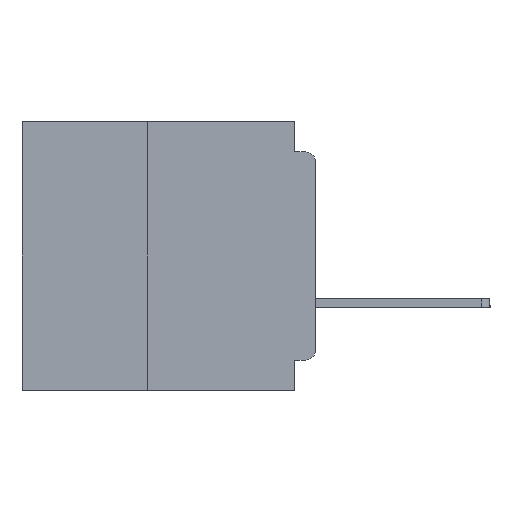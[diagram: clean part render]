
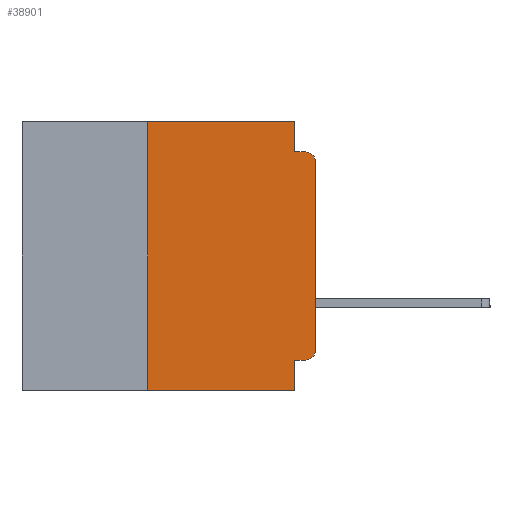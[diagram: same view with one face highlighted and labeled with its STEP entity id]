
A CAD part, left-side view. The second image highlights one B-rep face of the part: STEP entity #38901.
In plain terms, the highlighted planar face has unit normal (-1, 0, 0).
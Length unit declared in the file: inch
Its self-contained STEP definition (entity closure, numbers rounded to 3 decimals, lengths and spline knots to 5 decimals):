
#898 = ORIENTED_EDGE ( 'NONE', *, *, #5060, .T. ) ;
#932 = VERTEX_POINT ( 'NONE', #43969 ) ;
#1992 = EDGE_CURVE ( 'NONE', #7319, #7881, #42278, .T. ) ;
#2315 = CARTESIAN_POINT ( 'NONE',  ( 0., 0., -0.355 ) ) ;
#2358 = DIRECTION ( 'NONE',  ( 0., 0., -1. ) ) ;
#3346 = ORIENTED_EDGE ( 'NONE', *, *, #30035, .T. ) ;
#3680 = CARTESIAN_POINT ( 'NONE',  ( 0., 0.031, -0.355 ) ) ;
#4276 = VERTEX_POINT ( 'NONE', #15744 ) ;
#4723 = DIRECTION ( 'NONE',  ( 0., 0., 1. ) ) ;
#4795 = VERTEX_POINT ( 'NONE', #3680 ) ;
#5060 = EDGE_CURVE ( 'NONE', #16067, #42857, #42423, .T. ) ;
#5270 = CARTESIAN_POINT ( 'NONE',  ( 0., 0.25, -0.4 ) ) ;
#6635 = EDGE_CURVE ( 'NONE', #4795, #4276, #40456, .T. ) ;
#7319 = VERTEX_POINT ( 'NONE', #5270 ) ;
#7575 = ORIENTED_EDGE ( 'NONE', *, *, #1992, .F. ) ;
#7623 = VECTOR ( 'NONE', #29057, 39.37008 ) ;
#7844 = CIRCLE ( 'NONE', #10211, 0.015 ) ;
#7881 = VERTEX_POINT ( 'NONE', #43342 ) ;
#8268 = LINE ( 'NONE', #10443, #47767 ) ;
#8497 = LINE ( 'NONE', #41369, #9697 ) ;
#9197 = CARTESIAN_POINT ( 'NONE',  ( 0., 0., -0.06 ) ) ;
#9697 = VECTOR ( 'NONE', #10745, 39.37008 ) ;
#9853 = DIRECTION ( 'NONE',  ( 0., 0., 1. ) ) ;
#10160 = CARTESIAN_POINT ( 'NONE',  ( 0., 0.031, -0.045 ) ) ;
#10211 = AXIS2_PLACEMENT_3D ( 'NONE', #39956, #17001, #44500 ) ;
#10388 = LINE ( 'NONE', #40925, #30725 ) ;
#10430 = DIRECTION ( 'NONE',  ( 0., 0., -1. ) ) ;
#10443 = CARTESIAN_POINT ( 'NONE',  ( 0., 0., -0.045 ) ) ;
#10745 = DIRECTION ( 'NONE',  ( 0., -1., 0. ) ) ;
#11556 = LINE ( 'NONE', #39747, #20496 ) ;
#11725 = VECTOR ( 'NONE', #4723, 39.37008 ) ;
#11875 = VECTOR ( 'NONE', #9853, 39.37008 ) ;
#14094 = FACE_OUTER_BOUND ( 'NONE', #16935, .T. ) ;
#15744 = CARTESIAN_POINT ( 'NONE',  ( 0., 0.031, -0.4 ) ) ;
#16067 = VERTEX_POINT ( 'NONE', #22111 ) ;
#16935 = EDGE_LOOP ( 'NONE', ( #898, #3346, #17095, #21884, #36908, #7575, #39300, #22547, #36376, #17196 ) ) ;
#17001 = DIRECTION ( 'NONE',  ( -1., 0., 0. ) ) ;
#17077 = EDGE_CURVE ( 'NONE', #17126, #16067, #7844, .T. ) ;
#17095 = ORIENTED_EDGE ( 'NONE', *, *, #29599, .F. ) ;
#17126 = VERTEX_POINT ( 'NONE', #44839 ) ;
#17196 = ORIENTED_EDGE ( 'NONE', *, *, #17077, .T. ) ;
#17951 = DIRECTION ( 'NONE',  ( 0., 0., -1. ) ) ;
#18968 = LINE ( 'NONE', #2315, #7623 ) ;
#20009 = CARTESIAN_POINT ( 'NONE',  ( 0., 0.031, -0.4 ) ) ;
#20244 = CARTESIAN_POINT ( 'NONE',  ( 0., 0.015, -0.045 ) ) ;
#20496 = VECTOR ( 'NONE', #47292, 39.37008 ) ;
#21884 = ORIENTED_EDGE ( 'NONE', *, *, #47670, .F. ) ;
#22111 = CARTESIAN_POINT ( 'NONE',  ( 0., 0., -0.34 ) ) ;
#22547 = ORIENTED_EDGE ( 'NONE', *, *, #6635, .F. ) ;
#25230 = DIRECTION ( 'NONE',  ( -1., 0., 0. ) ) ;
#29057 = DIRECTION ( 'NONE',  ( 0., 1., 0. ) ) ;
#29475 = PLANE ( 'NONE',  #43223 ) ;
#29599 = EDGE_CURVE ( 'NONE', #47639, #33036, #8268, .T. ) ;
#30035 = EDGE_CURVE ( 'NONE', #42857, #33036, #41165, .T. ) ;
#30725 = VECTOR ( 'NONE', #17951, 39.37008 ) ;
#31485 = VECTOR ( 'NONE', #31616, 39.37008 ) ;
#31616 = DIRECTION ( 'NONE',  ( 0., 0., -1. ) ) ;
#33020 = CARTESIAN_POINT ( 'NONE',  ( 0., 0.437, 0. ) ) ;
#33036 = VERTEX_POINT ( 'NONE', #20244 ) ;
#33343 = DIRECTION ( 'NONE',  ( 1., 0., 0. ) ) ;
#33358 = DIRECTION ( 'NONE',  ( 0., -1., 0. ) ) ;
#33664 = AXIS2_PLACEMENT_3D ( 'NONE', #48190, #25230, #2358 ) ;
#34234 = EDGE_CURVE ( 'NONE', #7881, #932, #11556, .T. ) ;
#36376 = ORIENTED_EDGE ( 'NONE', *, *, #41257, .F. ) ;
#36605 = CARTESIAN_POINT ( 'NONE',  ( 0., 0., 0. ) ) ;
#36908 = ORIENTED_EDGE ( 'NONE', *, *, #34234, .F. ) ;
#38901 = ADVANCED_FACE ( 'NONE', ( #14094 ), #29475, .F. ) ;
#39011 = CARTESIAN_POINT ( 'NONE',  ( 0., 0.25, -0.4 ) ) ;
#39300 = ORIENTED_EDGE ( 'NONE', *, *, #48387, .T. ) ;
#39747 = CARTESIAN_POINT ( 'NONE',  ( 0., 0.437, 0. ) ) ;
#39956 = CARTESIAN_POINT ( 'NONE',  ( 0., 0.015, -0.34 ) ) ;
#40456 = LINE ( 'NONE', #20009, #31485 ) ;
#40925 = CARTESIAN_POINT ( 'NONE',  ( 0., 0.031, 0. ) ) ;
#41165 = CIRCLE ( 'NONE', #33664, 0.015 ) ;
#41257 = EDGE_CURVE ( 'NONE', #17126, #4795, #18968, .T. ) ;
#41369 = CARTESIAN_POINT ( 'NONE',  ( 0., 0.437, -0.4 ) ) ;
#42278 = LINE ( 'NONE', #39011, #11725 ) ;
#42423 = LINE ( 'NONE', #36605, #11875 ) ;
#42857 = VERTEX_POINT ( 'NONE', #9197 ) ;
#43223 = AXIS2_PLACEMENT_3D ( 'NONE', #33020, #33343, #10430 ) ;
#43342 = CARTESIAN_POINT ( 'NONE',  ( 0., 0.25, 0. ) ) ;
#43969 = CARTESIAN_POINT ( 'NONE',  ( 0., 0.031, 0. ) ) ;
#44500 = DIRECTION ( 'NONE',  ( 0., 0., -1. ) ) ;
#44839 = CARTESIAN_POINT ( 'NONE',  ( 0., 0.015, -0.355 ) ) ;
#47292 = DIRECTION ( 'NONE',  ( 0., -1., 0. ) ) ;
#47639 = VERTEX_POINT ( 'NONE', #10160 ) ;
#47670 = EDGE_CURVE ( 'NONE', #932, #47639, #10388, .T. ) ;
#47767 = VECTOR ( 'NONE', #33358, 39.37008 ) ;
#48190 = CARTESIAN_POINT ( 'NONE',  ( 0., 0.015, -0.06 ) ) ;
#48387 = EDGE_CURVE ( 'NONE', #7319, #4276, #8497, .T. ) ;
